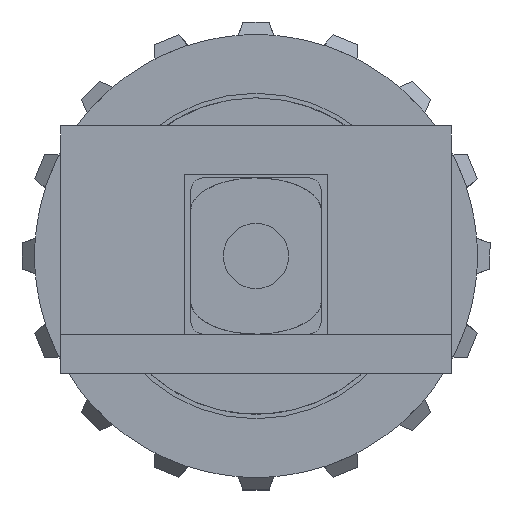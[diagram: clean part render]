
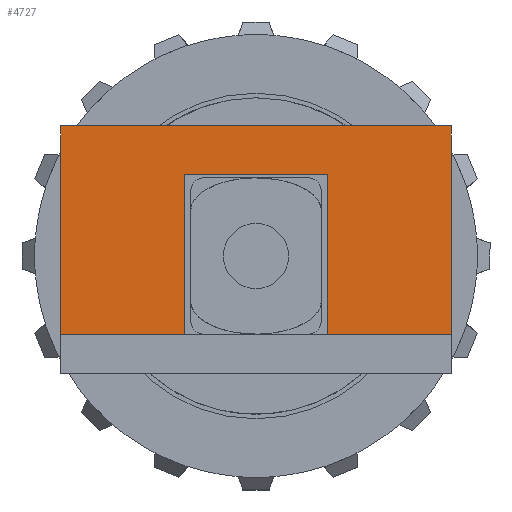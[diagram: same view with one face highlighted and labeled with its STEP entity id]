
A CAD part, front view. The second image highlights one B-rep face of the part: STEP entity #4727.
In plain terms, the highlighted planar face has unit normal (0, -1, 0).
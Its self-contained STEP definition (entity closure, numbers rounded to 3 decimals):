
#286=PLANE('',#5212);
#528=FACE_OUTER_BOUND('',#806,.T.);
#806=EDGE_LOOP('',(#4249,#4250,#4251,#4252,#4253,#4254,#4255,#4256));
#1414=LINE('',#9336,#1884);
#1421=LINE('',#9354,#1891);
#1424=LINE('',#9360,#1894);
#1426=LINE('',#9363,#1896);
#1427=LINE('',#9366,#1897);
#1434=LINE('',#9384,#1904);
#1435=LINE('',#9386,#1905);
#1436=LINE('',#9387,#1906);
#1884=VECTOR('',#6370,10.);
#1891=VECTOR('',#6385,10.);
#1894=VECTOR('',#6390,10.);
#1896=VECTOR('',#6394,10.);
#1897=VECTOR('',#6397,10.);
#1904=VECTOR('',#6414,10.);
#1905=VECTOR('',#6415,10.);
#1906=VECTOR('',#6416,10.);
#2335=VERTEX_POINT('',#9332);
#2337=VERTEX_POINT('',#9335);
#2341=VERTEX_POINT('',#9347);
#2344=VERTEX_POINT('',#9352);
#2346=VERTEX_POINT('',#9358);
#2347=VERTEX_POINT('',#9365);
#2353=VERTEX_POINT('',#9383);
#2354=VERTEX_POINT('',#9385);
#2973=EDGE_CURVE('',#2335,#2337,#1414,.T.);
#2982=EDGE_CURVE('',#2341,#2344,#1421,.T.);
#2985=EDGE_CURVE('',#2346,#2335,#1424,.T.);
#2987=EDGE_CURVE('',#2346,#2341,#1426,.T.);
#2988=EDGE_CURVE('',#2347,#2337,#1427,.T.);
#2997=EDGE_CURVE('',#2353,#2347,#1434,.T.);
#2998=EDGE_CURVE('',#2354,#2344,#1435,.T.);
#2999=EDGE_CURVE('',#2353,#2354,#1436,.T.);
#4249=ORIENTED_EDGE('',*,*,#2997,.T.);
#4250=ORIENTED_EDGE('',*,*,#2988,.T.);
#4251=ORIENTED_EDGE('',*,*,#2973,.F.);
#4252=ORIENTED_EDGE('',*,*,#2985,.F.);
#4253=ORIENTED_EDGE('',*,*,#2987,.T.);
#4254=ORIENTED_EDGE('',*,*,#2982,.T.);
#4255=ORIENTED_EDGE('',*,*,#2998,.F.);
#4256=ORIENTED_EDGE('',*,*,#2999,.F.);
#4727=ADVANCED_FACE('',(#528),#286,.T.);
#5212=AXIS2_PLACEMENT_3D('',#9382,#6412,#6413);
#6370=DIRECTION('',(-1.,0.,0.));
#6385=DIRECTION('',(0.,0.,1.));
#6390=DIRECTION('',(0.,0.,1.));
#6394=DIRECTION('',(1.,0.,0.));
#6397=DIRECTION('',(0.,0.,1.));
#6412=DIRECTION('center_axis',(0.,-1.,0.));
#6413=DIRECTION('ref_axis',(1.,0.,0.));
#6414=DIRECTION('',(1.,0.,0.));
#6415=DIRECTION('',(1.,0.,0.));
#6416=DIRECTION('',(0.,0.,1.));
#9332=CARTESIAN_POINT('',(5.5,-19.8,6.8));
#9335=CARTESIAN_POINT('',(-5.5,-19.8,6.8));
#9336=CARTESIAN_POINT('',(5.5,-19.8,6.8));
#9347=CARTESIAN_POINT('',(15.,-19.8,-5.5));
#9352=CARTESIAN_POINT('',(15.,-19.8,10.5));
#9354=CARTESIAN_POINT('',(15.,-19.8,-5.5));
#9358=CARTESIAN_POINT('',(5.5,-19.8,-5.5));
#9360=CARTESIAN_POINT('',(5.5,-19.8,-5.5));
#9363=CARTESIAN_POINT('',(-15.,-19.8,-5.5));
#9365=CARTESIAN_POINT('',(-5.5,-19.8,-5.5));
#9366=CARTESIAN_POINT('',(-5.5,-19.8,-5.5));
#9382=CARTESIAN_POINT('Origin',(-15.,-19.8,-5.5));
#9383=CARTESIAN_POINT('',(-15.,-19.8,-5.5));
#9384=CARTESIAN_POINT('',(-15.,-19.8,-5.5));
#9385=CARTESIAN_POINT('',(-15.,-19.8,10.5));
#9386=CARTESIAN_POINT('',(-15.,-19.8,10.5));
#9387=CARTESIAN_POINT('',(-15.,-19.8,-5.5));
